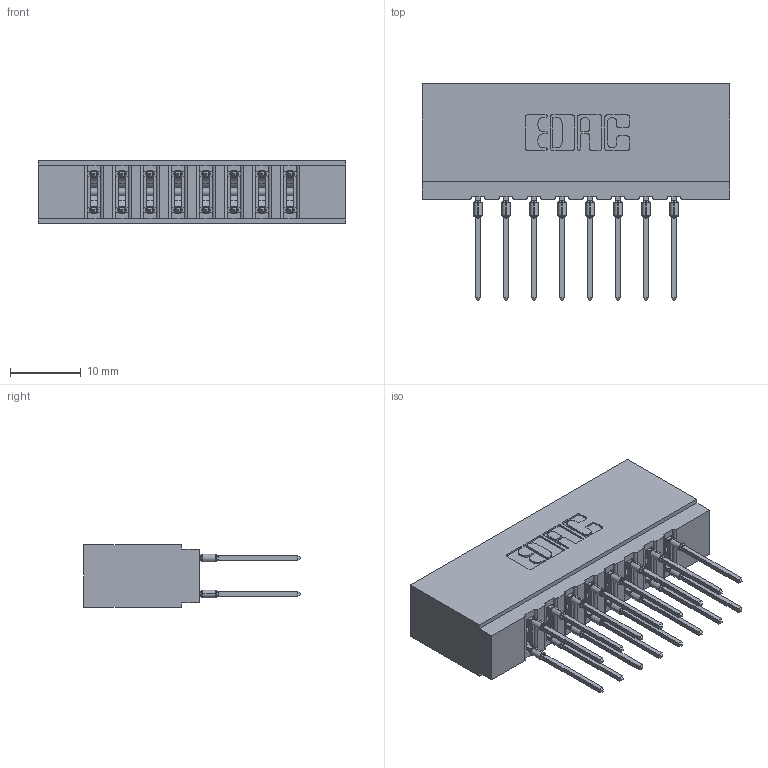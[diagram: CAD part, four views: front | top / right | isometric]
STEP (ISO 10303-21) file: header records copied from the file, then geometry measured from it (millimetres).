
FILE_DESCRIPTION (( 'STEP AP203' ), '1' );
FILE_NAME ('737-016-540-201.STEP', '2020-09-10T20:03:37', ( '' ), ( '' ), 'SwSTEP 2.0', 'SolidWorks 2020', '' );
FILE_SCHEMA (( 'CONFIG_CONTROL_DESIGN' ));
Length unit declared in the file: inch
Products named in the file (3): 737-016-540-201; 737 Part_Insulator Option - 01; 745-292-001_540
Assembly tree (17 placements, depth 2):
  737-016-540-201
    737 Part_Insulator Option - 01
    745-292-001_540  x16
Bounding box: 43.54 x 30.62 x 8.89 mm (x, y, z)
Volume: 4566.5 mm3; surface area: 6088.7 mm2
Topology: 17 solids, 17 shells, 1534 faces, 4127 edges, 2602 vertices
Faces by surface type: plane 798, cylinder 320, bspline 320, torus 96
Entity records: 18347 total; most frequent: CARTESIAN_POINT 3697, ORIENTED_EDGE 3064, DIRECTION 2704, EDGE_CURVE 1532, LINE 1302, VECTOR 1302, VERTEX_POINT 982, AXIS2_PLACEMENT_3D 701
